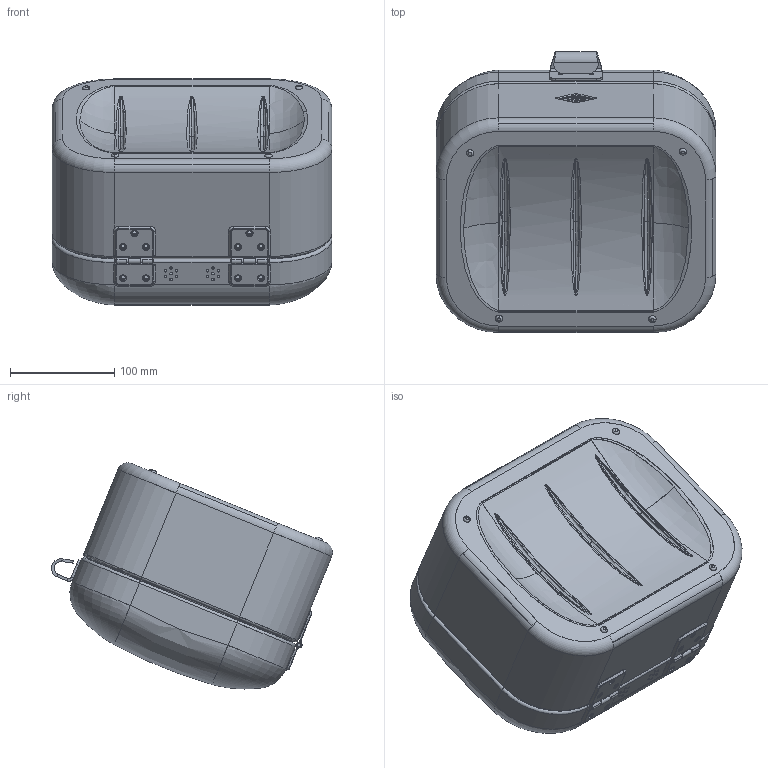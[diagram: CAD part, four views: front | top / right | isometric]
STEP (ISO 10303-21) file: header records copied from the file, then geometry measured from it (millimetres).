
FILE_DESCRIPTION(('STEP AP214'),'1');
FILE_NAME('_V Single Grandy.STP','2025-08-27T11:17:50',(' '),(' '),'Spatial InterOp 3D',' ',' ');
FILE_SCHEMA(('AUTOMOTIVE_DESIGN { 1 0 10303 214 1 1 1 1 }'));
Length unit declared in the file: millimetre
Products named in the file (1): 235101-2X_ASM|1887XG#1887XG;1887XG
Bounding box: 268 x 269.08 x 216.48 mm (x, y, z)
Volume: 261588.8 mm3; surface area: 515667.6 mm2
Topology: 5 solids, 5 shells, 818 faces, 2121 edges, 1314 vertices
Faces by surface type: cylinder 278, plane 252, torus 120, bspline 88, cone 28, revolution 28, extrusion 20, sphere 4
Entity records: 40770 total; most frequent: CARTESIAN_POINT 20791, ORIENTED_EDGE 4222, DIRECTION 4010, EDGE_CURVE 2111, AXIS2_PLACEMENT_3D 1488, VERTEX_POINT 1314, VECTOR 1006, LINE 986
